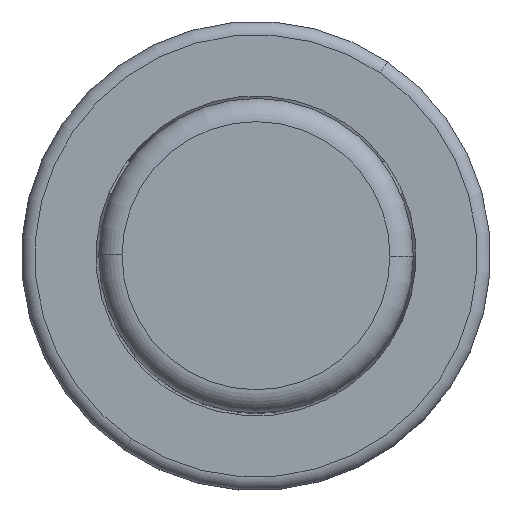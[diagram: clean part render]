
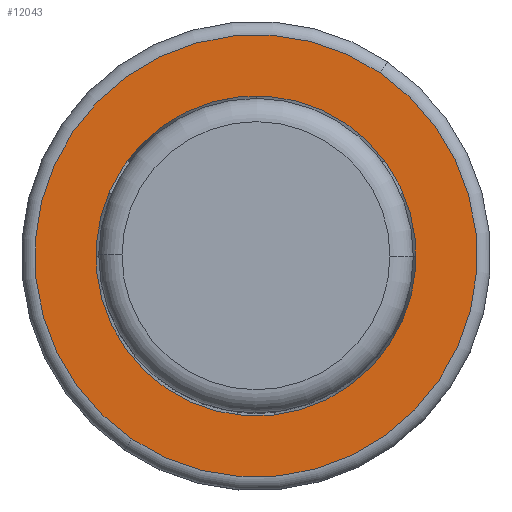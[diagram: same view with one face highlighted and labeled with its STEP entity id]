
A CAD part, top view. The second image highlights one B-rep face of the part: STEP entity #12043.
In plain terms, the highlighted face is planar.
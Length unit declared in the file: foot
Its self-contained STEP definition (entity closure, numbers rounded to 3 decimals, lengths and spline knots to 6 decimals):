
#69 = VERTEX_POINT ( 'NONE', #4995 ) ;
#292 = FACE_BOUND ( 'NONE', #4086, .T. ) ;
#539 = ORIENTED_EDGE ( 'NONE', *, *, #1487, .T. ) ;
#589 = AXIS2_PLACEMENT_3D ( 'NONE', #7324, #10249, #4443 ) ;
#801 = CIRCLE ( 'NONE', #4673, 0.017917 ) ;
#933 = CIRCLE ( 'NONE', #5073, 0.017917 ) ;
#1471 = CARTESIAN_POINT ( 'NONE',  ( 0., 0.008, 0. ) ) ;
#1487 = EDGE_CURVE ( 'NONE', #8632, #69, #801, .T. ) ;
#1732 = EDGE_CURVE ( 'NONE', #69, #8632, #933, .T. ) ;
#1738 = CARTESIAN_POINT ( 'NONE',  ( 0., 0.008, 0. ) ) ;
#2204 = EDGE_LOOP ( 'NONE', ( #12285, #8109 ) ) ;
#2425 = AXIS2_PLACEMENT_3D ( 'NONE', #5403, #9810, #7174 ) ;
#2438 = DIRECTION ( 'NONE',  ( 0., 0., -1. ) ) ;
#2793 = ORIENTED_EDGE ( 'NONE', *, *, #1732, .T. ) ;
#3232 = VERTEX_POINT ( 'NONE', #11265 ) ;
#3339 = AXIS2_PLACEMENT_3D ( 'NONE', #1471, #8229, #2438 ) ;
#3696 = DIRECTION ( 'NONE',  ( 0., 0., -1. ) ) ;
#4086 = EDGE_LOOP ( 'NONE', ( #539, #2793 ) ) ;
#4443 = DIRECTION ( 'NONE',  ( 0., 0., 1. ) ) ;
#4673 = AXIS2_PLACEMENT_3D ( 'NONE', #1738, #11363, #3696 ) ;
#4995 = CARTESIAN_POINT ( 'NONE',  ( 0., 0.008, 0.017917 ) ) ;
#5042 = EDGE_CURVE ( 'NONE', #11870, #3232, #6477, .T. ) ;
#5073 = AXIS2_PLACEMENT_3D ( 'NONE', #10574, #9486, #9764 ) ;
#5339 = PLANE ( 'NONE',  #589 ) ;
#5403 = CARTESIAN_POINT ( 'NONE',  ( 0., 0.008, 0. ) ) ;
#5715 = FACE_OUTER_BOUND ( 'NONE', #2204, .T. ) ;
#6477 = CIRCLE ( 'NONE', #2425, 0.02475 ) ;
#7174 = DIRECTION ( 'NONE',  ( 0., 0., -1. ) ) ;
#7324 = CARTESIAN_POINT ( 'NONE',  ( 0.017917, 0.008, 0. ) ) ;
#7659 = CARTESIAN_POINT ( 'NONE',  ( 0., 0.008, -0.017917 ) ) ;
#8109 = ORIENTED_EDGE ( 'NONE', *, *, #8362, .F. ) ;
#8229 = DIRECTION ( 'NONE',  ( 0., -1., 0. ) ) ;
#8362 = EDGE_CURVE ( 'NONE', #3232, #11870, #8918, .T. ) ;
#8632 = VERTEX_POINT ( 'NONE', #7659 ) ;
#8918 = CIRCLE ( 'NONE', #3339, 0.02475 ) ;
#9486 = DIRECTION ( 'NONE',  ( 0., -1., 0. ) ) ;
#9764 = DIRECTION ( 'NONE',  ( 0., 0., -1. ) ) ;
#9810 = DIRECTION ( 'NONE',  ( 0., -1., 0. ) ) ;
#10249 = DIRECTION ( 'NONE',  ( 0., 1., 0. ) ) ;
#10574 = CARTESIAN_POINT ( 'NONE',  ( 0., 0.008, 0. ) ) ;
#11265 = CARTESIAN_POINT ( 'NONE',  ( 0., 0.008, 0.02475 ) ) ;
#11363 = DIRECTION ( 'NONE',  ( 0., -1., 0. ) ) ;
#11582 = CARTESIAN_POINT ( 'NONE',  ( 0., 0.008, -0.02475 ) ) ;
#11870 = VERTEX_POINT ( 'NONE', #11582 ) ;
#12043 = ADVANCED_FACE ( 'NONE', ( #292, #5715 ), #5339, .T. ) ;
#12285 = ORIENTED_EDGE ( 'NONE', *, *, #5042, .F. ) ;
